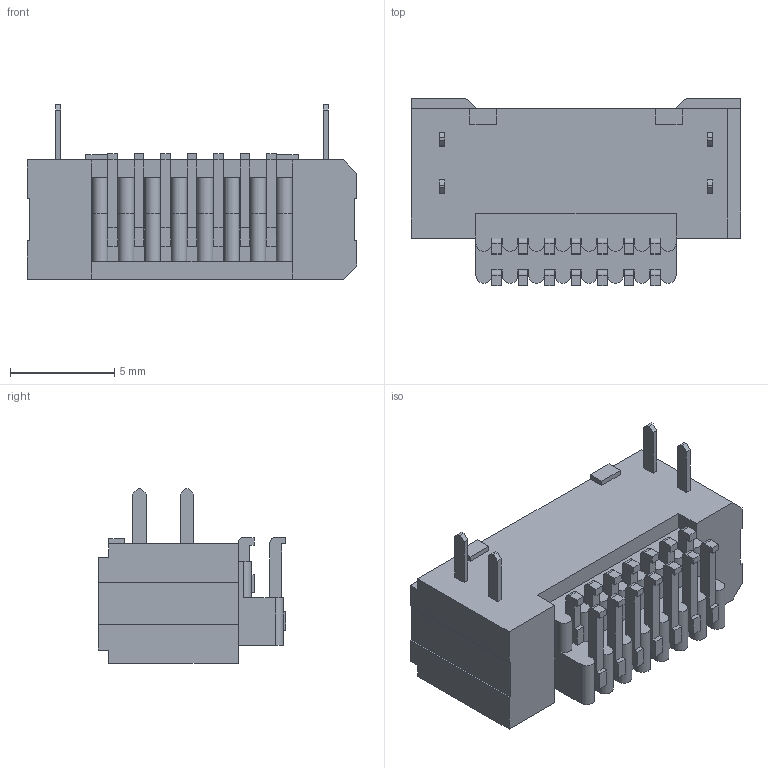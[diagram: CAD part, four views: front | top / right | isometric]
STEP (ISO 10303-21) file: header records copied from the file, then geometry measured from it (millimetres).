
FILE_DESCRIPTION(/* description */ ('STEP AP214'),/* implementation_level */ '2;1');
FILE_NAME(/* name */ 'TFM-107-02-L-DH-TR',/* time_stamp */ '2023-10-27T22:44:13+02:00',/* author */ ('License CC BY-ND 4.0'),/* organization */ ('CADENAS'),/* preprocessor_version */ 'ST-DEVELOPER v19.3',/* originating_system */ 'PARTsolutions',/* authorisation */ ' ');
FILE_SCHEMA (('AUTOMOTIVE_DESIGN {1 0 10303 214 3 1 1}'));
Length unit declared in the file: inch
Products named in the file (3): TFM-107-02-L-DH-TR; TFM-107-02-L-DH_pins; TFM-107-02-L-DH_terminal
Assembly tree (2 placements, depth 2):
  TFM-107-02-L-DH-TR
    TFM-107-02-L-DH_pins
    TFM-107-02-L-DH_terminal
Bounding box: 15.77 x 8.99 x 8.36 mm (x, y, z)
Volume: 446.1 mm3; surface area: 1013.8 mm2
Topology: 2 solids, 2 shells, 417 faces, 1188 edges, 791 vertices
Faces by surface type: plane 359, cylinder 58
Full cylindrical faces by diameter (mm): 0.457 x14
Entity records: 13284 total; most frequent: CARTESIAN_POINT 2357, ORIENTED_EDGE 2320, DIRECTION 2116, EDGE_CURVE 1160, LINE 1044, VECTOR 1044, VERTEX_POINT 777, AXIS2_PLACEMENT_3D 536
